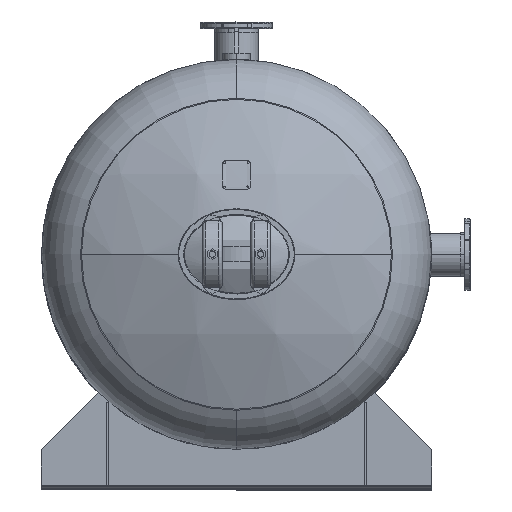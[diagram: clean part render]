
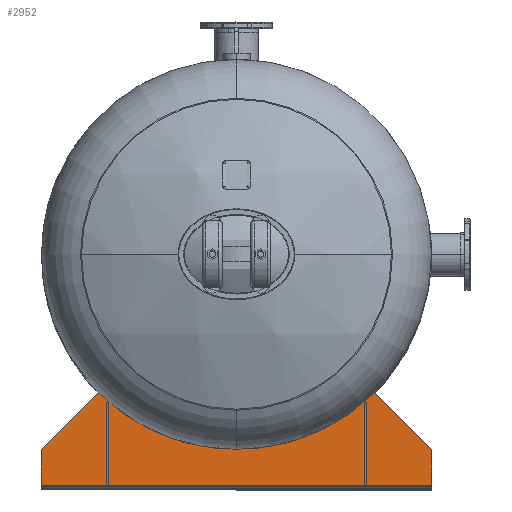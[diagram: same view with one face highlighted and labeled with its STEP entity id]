
A CAD part, top view. The second image highlights one B-rep face of the part: STEP entity #2952.
In plain terms, the highlighted planar face has unit normal (0, 0, 1).
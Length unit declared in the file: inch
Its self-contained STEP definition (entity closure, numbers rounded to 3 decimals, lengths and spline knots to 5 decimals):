
#2383 = VERTEX_POINT ( 'NONE', #10017 ) ;
#2740 = EDGE_CURVE ( 'NONE', #9610, #2383, #11819, .T. ) ;
#2743 = EDGE_CURVE ( 'NONE', #9610, #9608, #11820, .T. ) ;
#2746 = EDGE_CURVE ( 'NONE', #9603, #9608, #13829, .T. ) ;
#2749 = EDGE_CURVE ( 'NONE', #9603, #9598, #11846, .T. ) ;
#2751 = EDGE_CURVE ( 'NONE', #9598, #9623, #11852, .T. ) ;
#2765 = EDGE_CURVE ( 'NONE', #2383, #9623, #11893, .T. ) ;
#2952 = ADVANCED_FACE ( 'NONE', ( #12708 ), #12709, .F. ) ;
#3823 = CARTESIAN_POINT ( 'NONE',  ( 30., -30., 20.8125 ) ) ;
#3828 = CARTESIAN_POINT ( 'NONE',  ( 21.22612, -21.22612, 20.8125 ) ) ;
#3833 = CARTESIAN_POINT ( 'NONE',  ( -21.22612, -21.22612, 20.8125 ) ) ;
#3835 = CARTESIAN_POINT ( 'NONE',  ( -30., -30., 20.8125 ) ) ;
#3848 = CARTESIAN_POINT ( 'NONE',  ( 30., -35.5, 20.8125 ) ) ;
#9598 = VERTEX_POINT ( 'NONE', #3823 ) ;
#9603 = VERTEX_POINT ( 'NONE', #3828 ) ;
#9608 = VERTEX_POINT ( 'NONE', #3833 ) ;
#9610 = VERTEX_POINT ( 'NONE', #3835 ) ;
#9623 = VERTEX_POINT ( 'NONE', #3848 ) ;
#10017 = CARTESIAN_POINT ( 'NONE',  ( -30., -35.5, 20.8125 ) ) ;
#11819 = LINE ( 'NONE', #11821, #13823 ) ;
#11820 = LINE ( 'NONE', #11827, #13825 ) ;
#11821 = CARTESIAN_POINT ( 'NONE',  ( -30., -18., 20.8125 ) ) ;
#11822 = DIRECTION ( 'NONE',  ( 0., -1., 0. ) ) ;
#11827 = CARTESIAN_POINT ( 'NONE',  ( 6., 6., 20.8125 ) ) ;
#11828 = DIRECTION ( 'NONE',  ( 0.707, 0.707, 0. ) ) ;
#11839 = CARTESIAN_POINT ( 'NONE',  ( 0., 0.0625, 20.8125 ) ) ;
#11840 = DIRECTION ( 'NONE',  ( 0., 0., -1. ) ) ;
#11841 = DIRECTION ( 'NONE',  ( -1., 0., 0. ) ) ;
#11846 = LINE ( 'NONE', #11847, #13834 ) ;
#11847 = CARTESIAN_POINT ( 'NONE',  ( 24., -24., 20.8125 ) ) ;
#11848 = DIRECTION ( 'NONE',  ( 0.707, -0.707, 0. ) ) ;
#11852 = LINE ( 'NONE', #11853, #13836 ) ;
#11853 = CARTESIAN_POINT ( 'NONE',  ( 30., -18., 20.8125 ) ) ;
#11854 = DIRECTION ( 'NONE',  ( 0., -1., 0. ) ) ;
#11893 = LINE ( 'NONE', #11894, #13856 ) ;
#11894 = CARTESIAN_POINT ( 'NONE',  ( 30., -35.5, 20.8125 ) ) ;
#11895 = DIRECTION ( 'NONE',  ( 1., 0., 0. ) ) ;
#12705 = CARTESIAN_POINT ( 'NONE',  ( 30., -18., 20.8125 ) ) ;
#12708 = FACE_OUTER_BOUND ( 'NONE', #14513, .T. ) ;
#12709 = PLANE ( 'NONE',  #14052 ) ;
#12712 = DIRECTION ( 'NONE',  ( 0., 0., -1. ) ) ;
#12713 = DIRECTION ( 'NONE',  ( -1., 0., 0. ) ) ;
#13465 = ORIENTED_EDGE ( 'NONE', *, *, #2749, .F. ) ;
#13466 = ORIENTED_EDGE ( 'NONE', *, *, #2746, .T. ) ;
#13467 = ORIENTED_EDGE ( 'NONE', *, *, #2743, .F. ) ;
#13468 = ORIENTED_EDGE ( 'NONE', *, *, #2740, .T. ) ;
#13469 = ORIENTED_EDGE ( 'NONE', *, *, #2765, .T. ) ;
#13470 = ORIENTED_EDGE ( 'NONE', *, *, #2751, .F. ) ;
#13823 = VECTOR ( 'NONE', #11822, 39.37008 ) ;
#13825 = VECTOR ( 'NONE', #11828, 39.37008 ) ;
#13829 = CIRCLE ( 'NONE', #13832, 30.0625 ) ;
#13832 = AXIS2_PLACEMENT_3D ( 'NONE', #11839, #11840, #11841 ) ;
#13834 = VECTOR ( 'NONE', #11848, 39.37008 ) ;
#13836 = VECTOR ( 'NONE', #11854, 39.37008 ) ;
#13856 = VECTOR ( 'NONE', #11895, 39.37008 ) ;
#14052 = AXIS2_PLACEMENT_3D ( 'NONE', #12705, #12712, #12713 ) ;
#14513 = EDGE_LOOP ( 'NONE', ( #13465, #13466, #13467, #13468, #13469, #13470 ) ) ;
